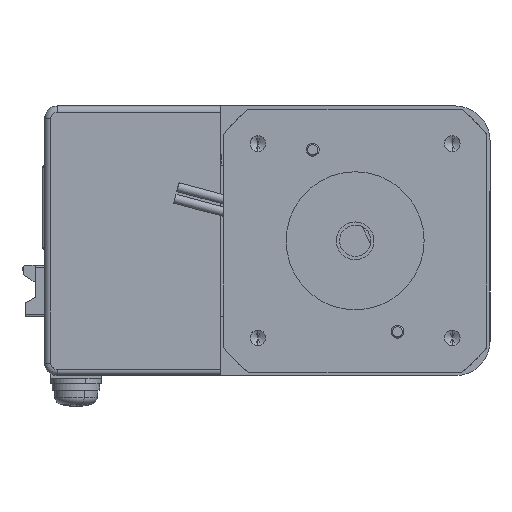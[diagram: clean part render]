
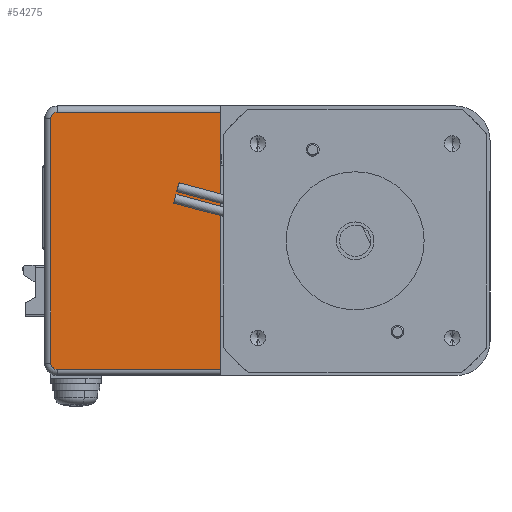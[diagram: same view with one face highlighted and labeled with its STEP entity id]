
A CAD part, left-side view. The second image highlights one B-rep face of the part: STEP entity #54275.
In plain terms, the highlighted planar face has unit normal (-1, 0, 0).
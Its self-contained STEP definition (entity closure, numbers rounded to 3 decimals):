
#6552 = CARTESIAN_POINT ( 'NONE',  ( -46., 43., -1. ) ) ;
#6841 = FACE_OUTER_BOUND ( 'NONE', #35409, .T. ) ;
#7602 = DIRECTION ( 'NONE',  ( 0., 0., -1. ) ) ;
#22206 = PLANE ( 'NONE',  #133737 ) ;
#24061 = DIRECTION ( 'NONE',  ( 0., 0., -1. ) ) ;
#26307 = ORIENTED_EDGE ( 'NONE', *, *, #142498, .T. ) ;
#26364 = CARTESIAN_POINT ( 'NONE',  ( -46., 43., -42. ) ) ;
#26859 = AXIS2_PLACEMENT_3D ( 'NONE', #91081, #50537, #7602 ) ;
#28590 = EDGE_CURVE ( 'NONE', #139841, #172846, #63263, .T. ) ;
#33892 = CIRCLE ( 'NONE', #26859, 1. ) ;
#35409 = EDGE_LOOP ( 'NONE', ( #41302, #102584, #152186, #26307, #56197, #106444 ) ) ;
#41302 = ORIENTED_EDGE ( 'NONE', *, *, #140734, .T. ) ;
#42854 = DIRECTION ( 'NONE',  ( 0., 1., 0. ) ) ;
#49038 = DIRECTION ( 'NONE',  ( 0., 0., -1. ) ) ;
#50188 = CARTESIAN_POINT ( 'NONE',  ( -46., 70., -41. ) ) ;
#50537 = DIRECTION ( 'NONE',  ( -1., 0., 0. ) ) ;
#54275 = ADVANCED_FACE ( 'NONE', ( #6841 ), #22206, .F. ) ;
#55425 = EDGE_CURVE ( 'NONE', #128400, #172846, #129122, .T. ) ;
#56197 = ORIENTED_EDGE ( 'NONE', *, *, #104033, .T. ) ;
#63263 = LINE ( 'NONE', #86175, #96133 ) ;
#64873 = CARTESIAN_POINT ( 'NONE',  ( -46., 43., 0. ) ) ;
#67999 = VERTEX_POINT ( 'NONE', #112347 ) ;
#86175 = CARTESIAN_POINT ( 'NONE',  ( -46., 43., -42. ) ) ;
#89833 = VECTOR ( 'NONE', #135281, 1000. ) ;
#90319 = VECTOR ( 'NONE', #42854, 1000. ) ;
#91081 = CARTESIAN_POINT ( 'NONE',  ( -46., 69., -2. ) ) ;
#93436 = DIRECTION ( 'NONE',  ( -1., 0., 0. ) ) ;
#93738 = CIRCLE ( 'NONE', #106623, 1. ) ;
#96133 = VECTOR ( 'NONE', #154850, 1000. ) ;
#97477 = CARTESIAN_POINT ( 'NONE',  ( -46., 0., -1. ) ) ;
#102584 = ORIENTED_EDGE ( 'NONE', *, *, #28590, .T. ) ;
#104033 = EDGE_CURVE ( 'NONE', #114916, #67999, #33892, .T. ) ;
#106444 = ORIENTED_EDGE ( 'NONE', *, *, #125299, .T. ) ;
#106623 = AXIS2_PLACEMENT_3D ( 'NONE', #121575, #93436, #24061 ) ;
#106904 = DIRECTION ( 'NONE',  ( 1., 0., 0. ) ) ;
#112347 = CARTESIAN_POINT ( 'NONE',  ( -46., 70., -2. ) ) ;
#114916 = VERTEX_POINT ( 'NONE', #179151 ) ;
#121575 = CARTESIAN_POINT ( 'NONE',  ( -46., 69., -41. ) ) ;
#125299 = EDGE_CURVE ( 'NONE', #67999, #164213, #127997, .T. ) ;
#127488 = LINE ( 'NONE', #97477, #90319 ) ;
#127997 = LINE ( 'NONE', #160687, #163127 ) ;
#128400 = VERTEX_POINT ( 'NONE', #6552 ) ;
#129122 = LINE ( 'NONE', #64873, #89833 ) ;
#133737 = AXIS2_PLACEMENT_3D ( 'NONE', #147353, #106904, #134415 ) ;
#134415 = DIRECTION ( 'NONE',  ( 0., 0., -1. ) ) ;
#135281 = DIRECTION ( 'NONE',  ( 0., 0., -1. ) ) ;
#139841 = VERTEX_POINT ( 'NONE', #182046 ) ;
#140734 = EDGE_CURVE ( 'NONE', #164213, #139841, #93738, .T. ) ;
#142498 = EDGE_CURVE ( 'NONE', #128400, #114916, #127488, .T. ) ;
#147353 = CARTESIAN_POINT ( 'NONE',  ( -46., 0., 0. ) ) ;
#152186 = ORIENTED_EDGE ( 'NONE', *, *, #55425, .F. ) ;
#154850 = DIRECTION ( 'NONE',  ( 0., -1., 0. ) ) ;
#160687 = CARTESIAN_POINT ( 'NONE',  ( -46., 70., 0. ) ) ;
#163127 = VECTOR ( 'NONE', #49038, 1000. ) ;
#164213 = VERTEX_POINT ( 'NONE', #50188 ) ;
#172846 = VERTEX_POINT ( 'NONE', #26364 ) ;
#179151 = CARTESIAN_POINT ( 'NONE',  ( -46., 69., -1. ) ) ;
#182046 = CARTESIAN_POINT ( 'NONE',  ( -46., 69., -42. ) ) ;
